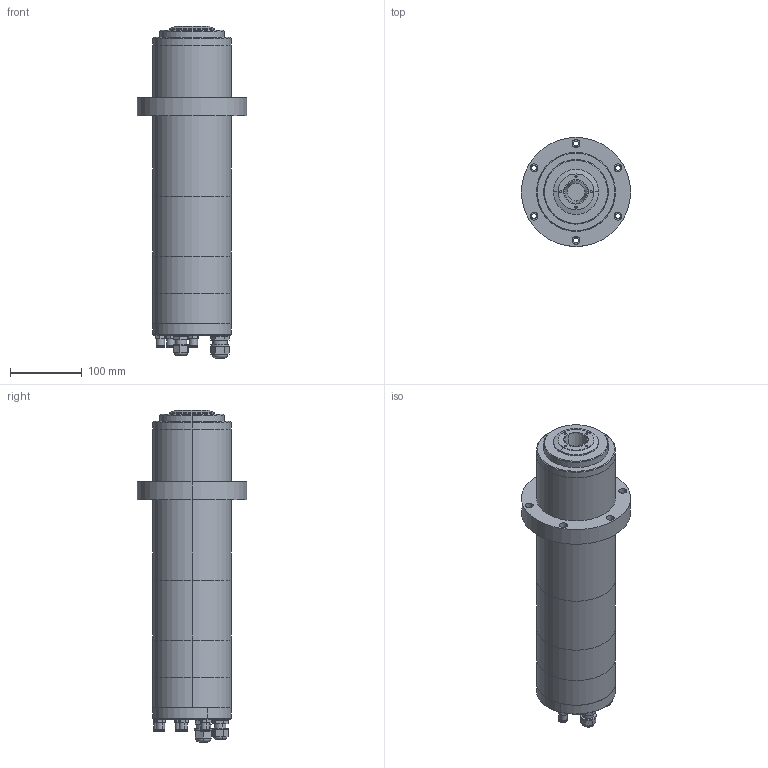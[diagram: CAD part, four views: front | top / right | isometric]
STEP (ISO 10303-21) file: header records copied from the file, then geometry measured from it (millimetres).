
FILE_DESCRIPTION (( 'STEP AP214' ), '1' );
FILE_NAME ('GDL110-30-24Z軞蚾.STEP', '2021-05-21T05:14:38', ( '萇齟' ), ( '' ), 'SwSTEP 2.0', 'SolidWorks 2018', '' );
FILE_SCHEMA (( 'AUTOMOTIVE_DESIGN' ));
Length unit declared in the file: millimetre
Products named in the file (11): GDL110-30-24Z气缸2; GDL110-30-24Z軞蚾; GDL110-30-24Z气缸1; GDL110-30-24Z前螺母; GDL110-30-24Z儂褲; GDL110綴裔; 陓瘍羲壽M12; GDL110-30-24Z气缸3; GDL110-30-24Z气缸4; 萇埭羲壽M16; 籵蚚M10ァ郲
Assembly tree (14 placements, depth 3):
  GDL110-30-24Z軞蚾
    GDL110-30-24Z儂褲
    GDL110-30-24Z前螺母
    GDL110-30-24Z气缸1
    GDL110-30-24Z气缸2
    GDL110-30-24Z气缸3
    GDL110綴裔
      GDL110-30-24Z气缸4
      籵蚚M10ァ郲  x5
    陓瘍羲壽M12
    萇埭羲壽M16
Bounding box: 152 x 152 x 462.47 mm (x, y, z)
Volume: 4222284.9 mm3; surface area: 307771.9 mm2
Topology: 13 solids, 13 shells, 354 faces, 776 edges, 484 vertices
Faces by surface type: cylinder 162, plane 154, cone 34, torus 4
Entity records: 7972 total; most frequent: DIRECTION 1428, CARTESIAN_POINT 1208, ORIENTED_EDGE 1136, AXIS2_PLACEMENT_3D 576, EDGE_CURVE 568, VERTEX_POINT 356, EDGE_LOOP 330, CIRCLE 292
